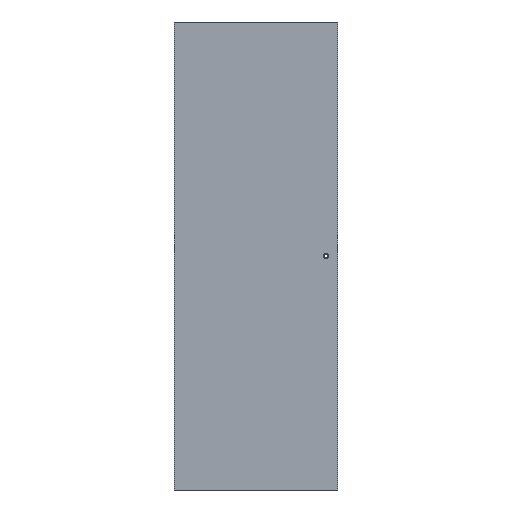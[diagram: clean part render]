
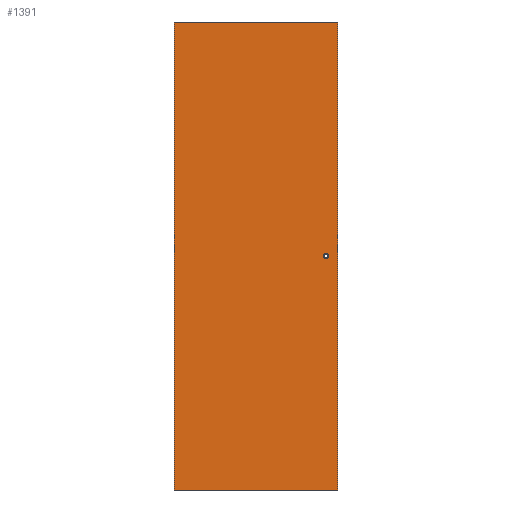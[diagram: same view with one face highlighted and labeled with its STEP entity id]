
A CAD part, left-side view. The second image highlights one B-rep face of the part: STEP entity #1391.
In plain terms, the highlighted planar face has unit normal (-1, 0, 0).
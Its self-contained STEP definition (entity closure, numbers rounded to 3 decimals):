
#151 = ORIENTED_EDGE ( 'NONE', *, *, #1769, .F. ) ;
#152 = ORIENTED_EDGE ( 'NONE', *, *, #1768, .F. ) ;
#153 = ORIENTED_EDGE ( 'NONE', *, *, #1545, .T. ) ;
#154 = ORIENTED_EDGE ( 'NONE', *, *, #1536, .T. ) ;
#155 = ORIENTED_EDGE ( 'NONE', *, *, #1543, .F. ) ;
#325 = FACE_BOUND ( 'NONE', #1645, .T. ) ;
#330 = FACE_OUTER_BOUND ( 'NONE', #827, .T. ) ;
#408 = LINE ( 'NONE', #720, #410 ) ;
#409 = VECTOR ( 'NONE', #496, 1000. ) ;
#410 = VECTOR ( 'NONE', #724, 1000. ) ;
#421 = CIRCLE ( 'NONE', #1766, 3.5 ) ;
#423 = LINE ( 'NONE', #497, #409 ) ;
#424 = LINE ( 'NONE', #744, #426 ) ;
#426 = VECTOR ( 'NONE', #732, 1000. ) ;
#431 = VECTOR ( 'NONE', #495, 1000. ) ;
#433 = LINE ( 'NONE', #494, #431 ) ;
#464 = VERTEX_POINT ( 'NONE', #544 ) ;
#494 = CARTESIAN_POINT ( 'NONE',  ( 0., 0., 1. ) ) ;
#495 = DIRECTION ( 'NONE',  ( 0., 0., -1. ) ) ;
#496 = DIRECTION ( 'NONE',  ( 0., -1., 0. ) ) ;
#497 = CARTESIAN_POINT ( 'NONE',  ( 0., 210., 1. ) ) ;
#544 = CARTESIAN_POINT ( 'NONE',  ( 0., 11.5, -299. ) ) ;
#596 = CARTESIAN_POINT ( 'NONE',  ( 0., 210., 1. ) ) ;
#602 = PLANE ( 'NONE',  #899 ) ;
#607 = DIRECTION ( 'NONE',  ( 1., 0., 0. ) ) ;
#608 = DIRECTION ( 'NONE',  ( 0., 1., 0. ) ) ;
#720 = CARTESIAN_POINT ( 'NONE',  ( 0., 210., 1. ) ) ;
#724 = DIRECTION ( 'NONE',  ( 0., 0., -1. ) ) ;
#732 = DIRECTION ( 'NONE',  ( 0., -1., 0. ) ) ;
#744 = CARTESIAN_POINT ( 'NONE',  ( 0., 210., -599. ) ) ;
#746 = CARTESIAN_POINT ( 'NONE',  ( 0., 15., -299. ) ) ;
#747 = DIRECTION ( 'NONE',  ( -1., 0., 0. ) ) ;
#748 = DIRECTION ( 'NONE',  ( 0., -1., 0. ) ) ;
#766 = CARTESIAN_POINT ( 'NONE',  ( 0., 210., -599. ) ) ;
#767 = CARTESIAN_POINT ( 'NONE',  ( 0., 0., 1. ) ) ;
#774 = CARTESIAN_POINT ( 'NONE',  ( 0., 0., -599. ) ) ;
#782 = CARTESIAN_POINT ( 'NONE',  ( 0., 210., 1. ) ) ;
#827 = EDGE_LOOP ( 'NONE', ( #154, #153, #152, #151 ) ) ;
#899 = AXIS2_PLACEMENT_3D ( 'NONE', #596, #607, #608 ) ;
#1391 = ADVANCED_FACE ( 'NONE', ( #325, #330 ), #602, .F. ) ;
#1536 = EDGE_CURVE ( 'NONE', #1579, #1563, #408, .T. ) ;
#1543 = EDGE_CURVE ( 'NONE', #464, #464, #421, .T. ) ;
#1545 = EDGE_CURVE ( 'NONE', #1563, #1571, #424, .T. ) ;
#1563 = VERTEX_POINT ( 'NONE', #766 ) ;
#1564 = VERTEX_POINT ( 'NONE', #767 ) ;
#1571 = VERTEX_POINT ( 'NONE', #774 ) ;
#1579 = VERTEX_POINT ( 'NONE', #782 ) ;
#1645 = EDGE_LOOP ( 'NONE', ( #155 ) ) ;
#1766 = AXIS2_PLACEMENT_3D ( 'NONE', #746, #747, #748 ) ;
#1768 = EDGE_CURVE ( 'NONE', #1564, #1571, #433, .T. ) ;
#1769 = EDGE_CURVE ( 'NONE', #1579, #1564, #423, .T. ) ;
